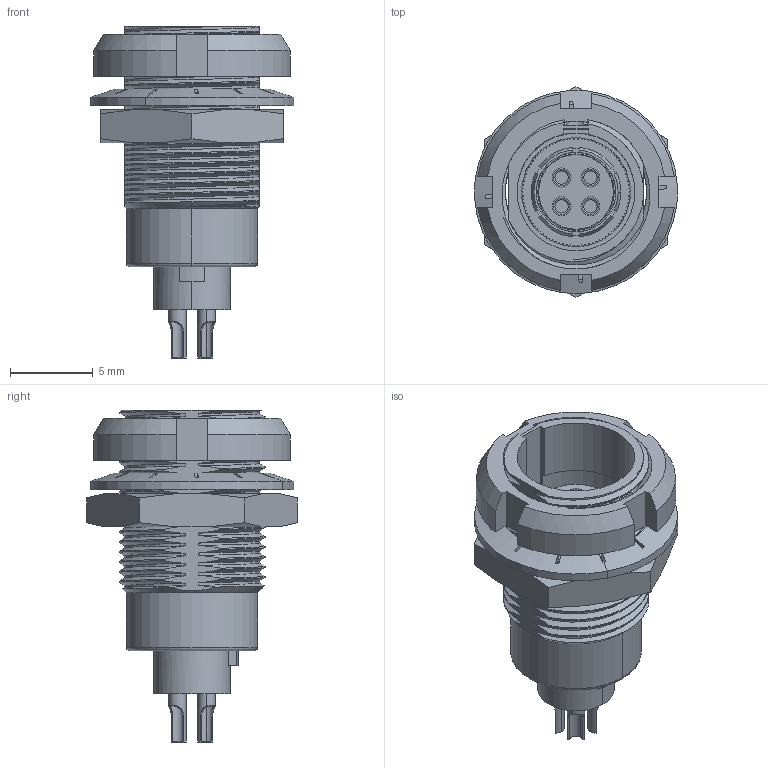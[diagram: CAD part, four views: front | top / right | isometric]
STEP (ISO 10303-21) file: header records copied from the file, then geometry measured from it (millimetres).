
FILE_DESCRIPTION (( 'STEP AP203' ), '1' );
FILE_NAME ('51-00018_revA.STEP', '2018-03-29T16:34:27', ( '' ), ( '' ), 'SwSTEP 2.0', 'SolidWorks 2015', '' );
FILE_SCHEMA (( 'CONFIG_CONTROL_DESIGN' ));
Length unit declared in the file: millimetre
Products named in the file (7): PPL7-panel mount nut; PPL7-lock washer; PPL7-panel mount shell; PPL7-P4 insulator-female; 51-00018_revA; PPL7-insulator carrier-female; PPL7-panel mount front nut
Assembly tree (6 placements, depth 2):
  51-00018_revA
    PPL7-insulator carrier-female
    PPL7-P4 insulator-female
    PPL7-panel mount shell
    PPL7-panel mount front nut
    PPL7-panel mount nut
    PPL7-lock washer
Bounding box: 12.23 x 12.7 x 20 mm (x, y, z)
Volume: 691.1 mm3; surface area: 2595 mm2
Topology: 11 solids, 11 shells, 924 faces, 2607 edges, 1728 vertices
Faces by surface type: cylinder 409, plane 353, bspline 122, cone 30, torus 10
Entity records: 88912 total; most frequent: CARTESIAN_POINT 66166, ORIENTED_EDGE 5214, DIRECTION 3962, EDGE_CURVE 2607, VERTEX_POINT 1728, AXIS2_PLACEMENT_3D 1437, LINE 1088, VECTOR 1088
